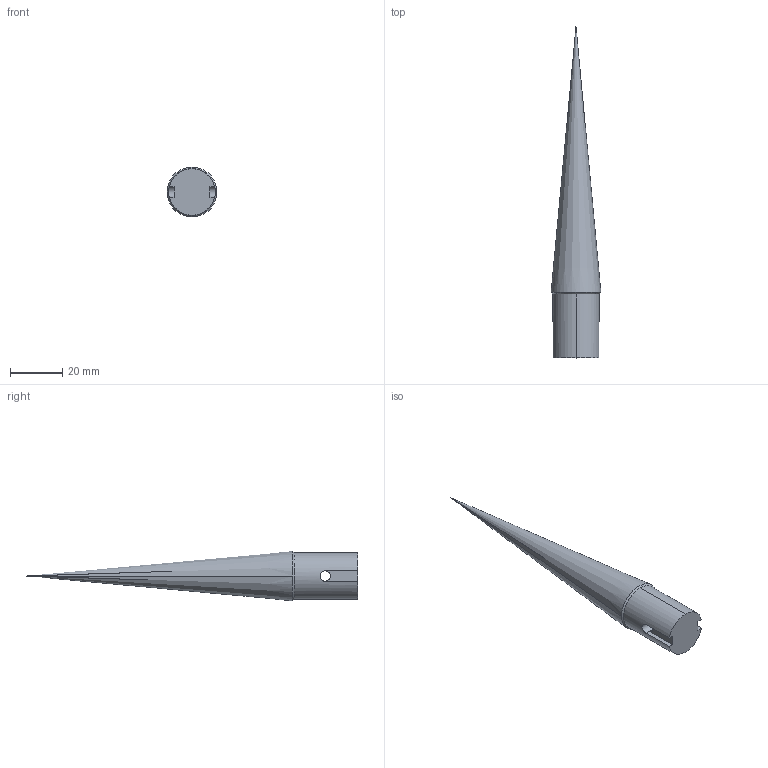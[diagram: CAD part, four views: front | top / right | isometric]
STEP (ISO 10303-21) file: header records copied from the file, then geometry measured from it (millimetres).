
FILE_DESCRIPTION (( 'STEP AP214' ), '1' );
FILE_NAME ('NOSE_CN.STEP', '2025-07-14T20:03:20', ( '' ), ( '' ), 'SwSTEP 2.0', 'SolidWorks 2024', '' );
FILE_SCHEMA (( 'AUTOMOTIVE_DESIGN' ));
Length unit declared in the file: millimetre
Products named in the file (1): NOSE_CN
Bounding box: 19 x 126.6 x 19 mm (x, y, z)
Volume: 15435.4 mm3; surface area: 4952.3 mm2
Topology: 1 solids, 1 shells, 16 faces, 42 edges, 25 vertices
Faces by surface type: plane 8, cone 4, cylinder 4
Entity records: 557 total; most frequent: CARTESIAN_POINT 140, DIRECTION 84, ORIENTED_EDGE 80, EDGE_CURVE 40, AXIS2_PLACEMENT_3D 29, LINE 26, VECTOR 26, VERTEX_POINT 25
